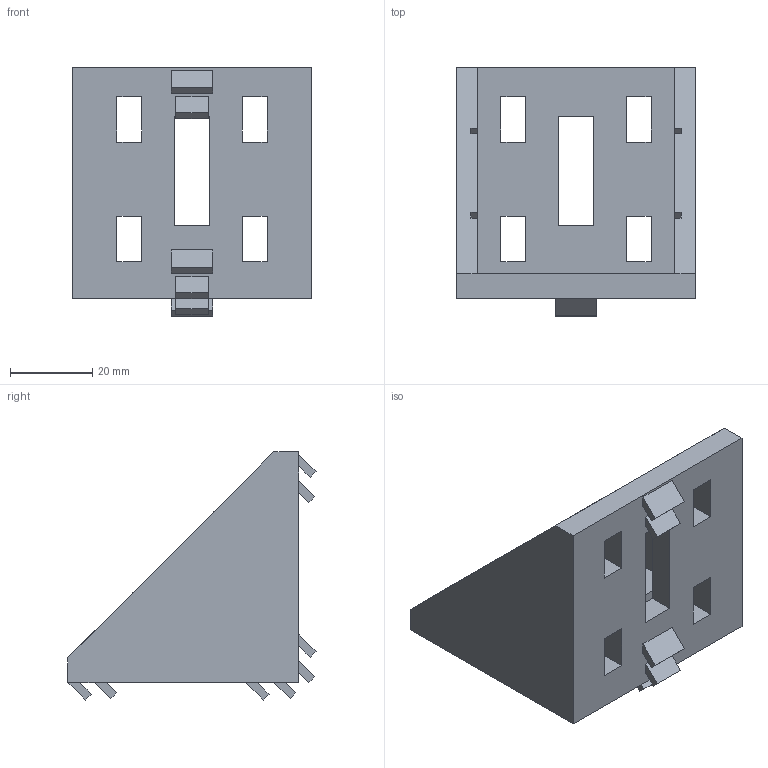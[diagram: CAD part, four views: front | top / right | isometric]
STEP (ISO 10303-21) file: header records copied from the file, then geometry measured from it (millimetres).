
FILE_DESCRIPTION (( 'STEP AP214' ), '1' );
FILE_NAME ('B829 Óãëîâîé àëþìèíèåâûé ñîåäèíèòåëü.STEP', '2025-09-30T12:11:12', ( '' ), ( '' ), 'SwSTEP 2.0', 'SolidWorks 2025', '' );
FILE_SCHEMA (( 'AUTOMOTIVE_DESIGN' ));
Length unit declared in the file: millimetre
Products named in the file (1): B829 Угловой алюминиевый соединитель
Bounding box: 58 x 60.24 x 60.24 mm (x, y, z)
Volume: 44085 mm3; surface area: 20386.5 mm2
Topology: 1 solids, 1 shells, 108 faces, 291 edges, 192 vertices
Faces by surface type: plane 108
Entity records: 3370 total; most frequent: CARTESIAN_POINT 592, ORIENTED_EDGE 582, DIRECTION 509, VECTOR 291, LINE 291, EDGE_CURVE 291, VERTEX_POINT 192, EDGE_LOOP 135
